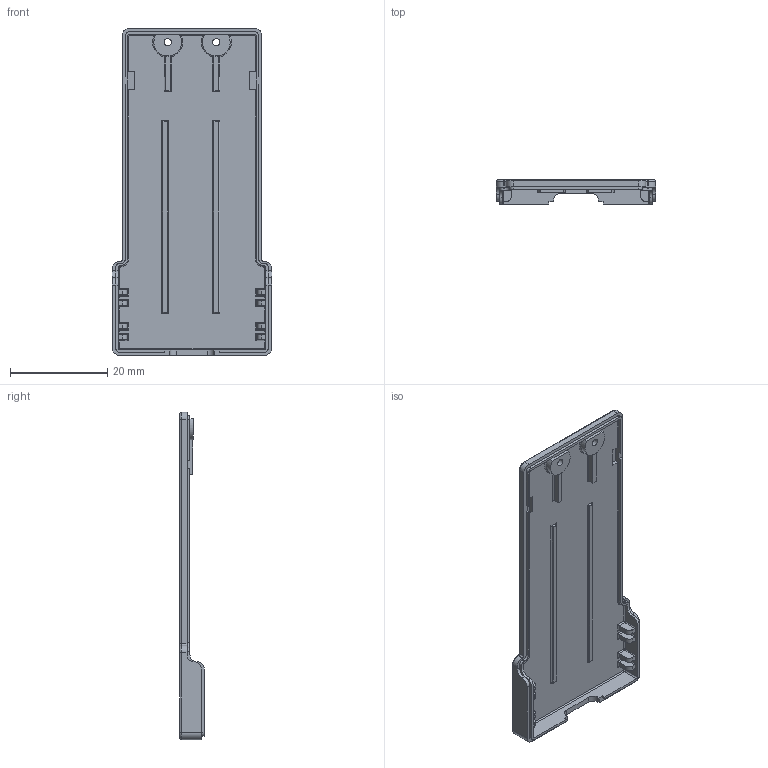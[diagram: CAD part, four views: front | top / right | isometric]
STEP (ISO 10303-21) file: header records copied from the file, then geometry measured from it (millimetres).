
FILE_DESCRIPTION(/* description */ (''),/* implementation_level */ '2;1');
FILE_NAME(/* name */ 'Case bottom.step',/* time_stamp */ '2021-09-20T23:54:31+05:00',/* author */ (''),/* organization */ (''),/* preprocessor_version */ 'ST-DEVELOPER v18.1',/* originating_system */ 'Autodesk Translation Framework v10.10.0.1391',/* authorisation */ '');
FILE_SCHEMA (('AUTOMOTIVE_DESIGN { 1 0 10303 214 3 1 1 }'));
Length unit declared in the file: millimetre
Products named in the file (1): Case bottom
Bounding box: 32.7 x 5 x 67.3 mm (x, y, z)
Volume: 2932 mm3; surface area: 5104.6 mm2
Topology: 1 solids, 1 shells, 298 faces, 772 edges, 464 vertices
Faces by surface type: cylinder 130, plane 112, bspline 38, torus 18
Full cylindrical faces by diameter (mm): 1.5 x2, 3.5 x2
Entity records: 9981 total; most frequent: CARTESIAN_POINT 2763, DIRECTION 1514, ORIENTED_EDGE 1512, EDGE_CURVE 756, AXIS2_PLACEMENT_3D 537, VERTEX_POINT 464, LINE 440, VECTOR 440
